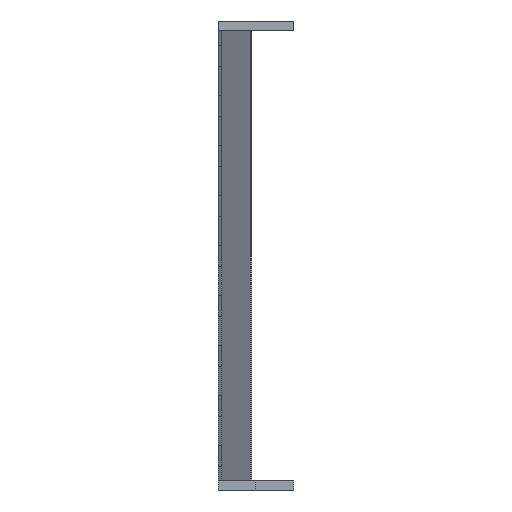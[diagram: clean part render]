
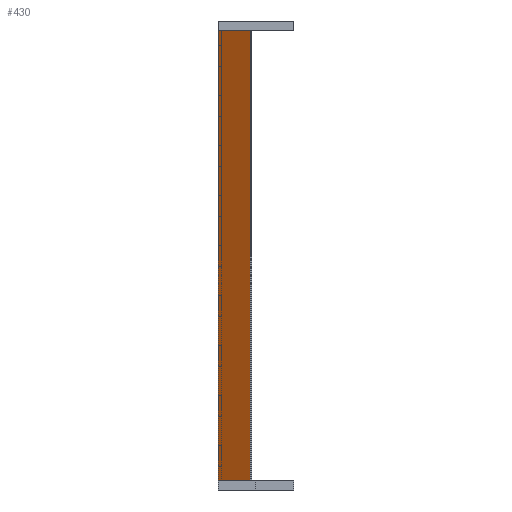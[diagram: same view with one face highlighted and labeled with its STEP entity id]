
A CAD part, left-side view. The second image highlights one B-rep face of the part: STEP entity #430.
In plain terms, the highlighted planar face has unit normal (-0.829, 0.559, 0).
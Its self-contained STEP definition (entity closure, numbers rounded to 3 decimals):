
#11 = DIRECTION ( 'NONE',  ( 0.559, 0.829, 0. ) ) ;
#177 = VERTEX_POINT ( 'NONE', #2021 ) ;
#203 = FACE_OUTER_BOUND ( 'NONE', #2472, .T. ) ;
#430 = ADVANCED_FACE ( 'NONE', ( #203 ), #6328, .F. ) ;
#585 = CARTESIAN_POINT ( 'NONE',  ( -21.052, -9.515, -150. ) ) ;
#929 = VERTEX_POINT ( 'NONE', #6555 ) ;
#1025 = CARTESIAN_POINT ( 'NONE',  ( -13.96, 1., 0. ) ) ;
#1052 = ORIENTED_EDGE ( 'NONE', *, *, #8711, .F. ) ;
#1305 = DIRECTION ( 'NONE',  ( 0., 0., 1. ) ) ;
#1386 = CARTESIAN_POINT ( 'NONE',  ( -21.052, -9.515, -150. ) ) ;
#1583 = VERTEX_POINT ( 'NONE', #3041 ) ;
#1723 = ORIENTED_EDGE ( 'NONE', *, *, #6127, .T. ) ;
#2021 = CARTESIAN_POINT ( 'NONE',  ( -14.852, -0.322, 0. ) ) ;
#2030 = ORIENTED_EDGE ( 'NONE', *, *, #6679, .F. ) ;
#2391 = CARTESIAN_POINT ( 'NONE',  ( -21.052, -9.515, -150. ) ) ;
#2445 = LINE ( 'NONE', #4791, #2882 ) ;
#2472 = EDGE_LOOP ( 'NONE', ( #5142, #1723, #4088, #2030, #1052, #3682 ) ) ;
#2624 = LINE ( 'NONE', #3036, #4093 ) ;
#2786 = DIRECTION ( 'NONE',  ( 0., 0., -1. ) ) ;
#2882 = VECTOR ( 'NONE', #8991, 1000. ) ;
#2934 = VECTOR ( 'NONE', #7344, 1000. ) ;
#3036 = CARTESIAN_POINT ( 'NONE',  ( -13.96, 1., -150. ) ) ;
#3041 = CARTESIAN_POINT ( 'NONE',  ( -13.96, 1., -150. ) ) ;
#3414 = DIRECTION ( 'NONE',  ( 0.559, 0.829, 0. ) ) ;
#3682 = ORIENTED_EDGE ( 'NONE', *, *, #7527, .T. ) ;
#3783 = DIRECTION ( 'NONE',  ( 0., 0., 1. ) ) ;
#4088 = ORIENTED_EDGE ( 'NONE', *, *, #4307, .F. ) ;
#4093 = VECTOR ( 'NONE', #3783, 1000. ) ;
#4307 = EDGE_CURVE ( 'NONE', #1583, #8313, #2624, .T. ) ;
#4791 = CARTESIAN_POINT ( 'NONE',  ( -14.852, -0.322, 0. ) ) ;
#5142 = ORIENTED_EDGE ( 'NONE', *, *, #8590, .T. ) ;
#5698 = CARTESIAN_POINT ( 'NONE',  ( -14.852, -0.322, -150. ) ) ;
#6127 = EDGE_CURVE ( 'NONE', #177, #8313, #2445, .T. ) ;
#6328 = PLANE ( 'NONE',  #7948 ) ;
#6555 = CARTESIAN_POINT ( 'NONE',  ( -21.052, -9.515, 0. ) ) ;
#6581 = LINE ( 'NONE', #8465, #8208 ) ;
#6595 = LINE ( 'NONE', #585, #8687 ) ;
#6679 = EDGE_CURVE ( 'NONE', #7639, #1583, #8800, .T. ) ;
#6826 = CARTESIAN_POINT ( 'NONE',  ( -21.052, -9.515, -150. ) ) ;
#6869 = VERTEX_POINT ( 'NONE', #6826 ) ;
#7037 = DIRECTION ( 'NONE',  ( 0.829, -0.559, 0. ) ) ;
#7344 = DIRECTION ( 'NONE',  ( 0.559, 0.829, 0. ) ) ;
#7456 = LINE ( 'NONE', #8337, #9104 ) ;
#7527 = EDGE_CURVE ( 'NONE', #6869, #929, #6595, .T. ) ;
#7639 = VERTEX_POINT ( 'NONE', #5698 ) ;
#7948 = AXIS2_PLACEMENT_3D ( 'NONE', #1386, #7037, #2786 ) ;
#8208 = VECTOR ( 'NONE', #11, 1000. ) ;
#8313 = VERTEX_POINT ( 'NONE', #1025 ) ;
#8337 = CARTESIAN_POINT ( 'NONE',  ( -21.052, -9.515, 0. ) ) ;
#8465 = CARTESIAN_POINT ( 'NONE',  ( -21.052, -9.515, -150. ) ) ;
#8590 = EDGE_CURVE ( 'NONE', #929, #177, #7456, .T. ) ;
#8687 = VECTOR ( 'NONE', #1305, 1000. ) ;
#8711 = EDGE_CURVE ( 'NONE', #6869, #7639, #6581, .T. ) ;
#8800 = LINE ( 'NONE', #2391, #2934 ) ;
#8991 = DIRECTION ( 'NONE',  ( 0.559, 0.829, 0. ) ) ;
#9104 = VECTOR ( 'NONE', #3414, 1000. ) ;
